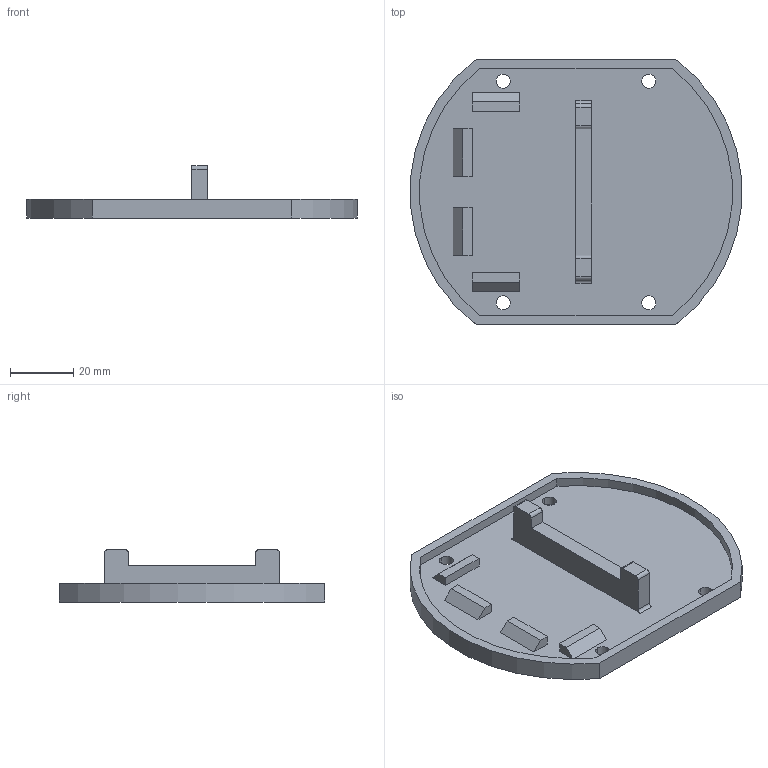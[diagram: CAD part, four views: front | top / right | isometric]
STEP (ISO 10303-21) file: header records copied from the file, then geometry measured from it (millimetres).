
FILE_DESCRIPTION (( 'STEP AP203' ), '1' );
FILE_NAME ('a3_power_m.STEP', '2015-02-27T23:02:50', ( '' ), ( '' ), 'SwSTEP 2.0', 'SolidWorks 2013', '' );
FILE_SCHEMA (( 'CONFIG_CONTROL_DESIGN' ));
Length unit declared in the file: millimetre
Products named in the file (1): a3_power_m
Bounding box: 104.63 x 84 x 16.5 mm (x, y, z)
Volume: 29446.7 mm3; surface area: 20023.2 mm2
Topology: 1 solids, 1 shells, 54 faces, 138 edges, 92 vertices
Faces by surface type: plane 36, cylinder 18
Entity records: 1731 total; most frequent: CARTESIAN_POINT 285, DIRECTION 284, ORIENTED_EDGE 276, EDGE_CURVE 138, LINE 102, VECTOR 102, VERTEX_POINT 92, AXIS2_PLACEMENT_3D 91
